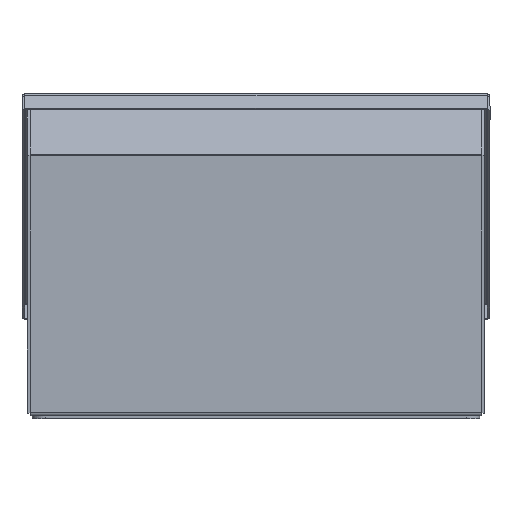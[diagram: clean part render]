
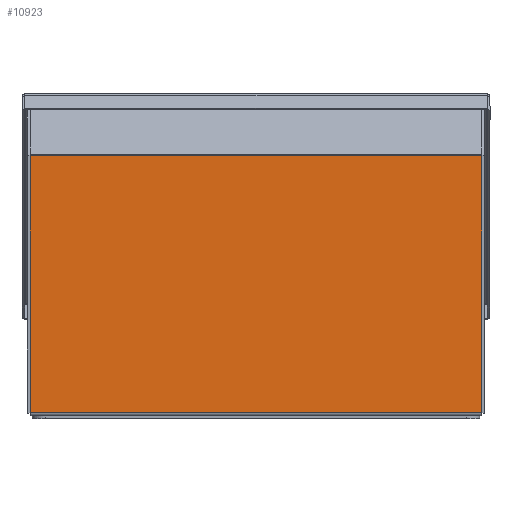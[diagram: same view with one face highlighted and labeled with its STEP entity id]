
A CAD part, left-side view. The second image highlights one B-rep face of the part: STEP entity #10923.
In plain terms, the highlighted planar face has unit normal (-1, 0, 0).
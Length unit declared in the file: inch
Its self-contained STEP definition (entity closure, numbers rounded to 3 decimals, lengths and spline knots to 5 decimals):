
#308=LINE('',#15571,#1490);
#314=LINE('',#15589,#1496);
#317=LINE('',#15596,#1499);
#319=LINE('',#15599,#1501);
#1490=VECTOR('',#12577,12.875);
#1496=VECTOR('',#12599,7.30655);
#1499=VECTOR('',#12606,7.30655);
#1501=VECTOR('',#12610,12.875);
#2613=PLANE('',#11542);
#3142=FACE_OUTER_BOUND('',#3723,.T.);
#3723=EDGE_LOOP('',(#7402,#7403,#7404,#7405));
#4698=VERTEX_POINT('',#15568);
#4699=VERTEX_POINT('',#15570);
#4703=VERTEX_POINT('',#15587);
#4705=VERTEX_POINT('',#15595);
#5740=EDGE_CURVE('',#4699,#4698,#308,.T.);
#5749=EDGE_CURVE('',#4703,#4698,#314,.T.);
#5752=EDGE_CURVE('',#4699,#4705,#317,.T.);
#5754=EDGE_CURVE('',#4703,#4705,#319,.T.);
#7402=ORIENTED_EDGE('',*,*,#5740,.T.);
#7403=ORIENTED_EDGE('',*,*,#5749,.F.);
#7404=ORIENTED_EDGE('',*,*,#5754,.T.);
#7405=ORIENTED_EDGE('',*,*,#5752,.F.);
#10923=ADVANCED_FACE('',(#3142),#2613,.F.);
#11542=AXIS2_PLACEMENT_3D('',#15613,#12626,#12627);
#12577=DIRECTION('',(0.,1.,0.));
#12599=DIRECTION('',(0.,0.,1.));
#12606=DIRECTION('',(0.,0.,-1.));
#12610=DIRECTION('',(0.,-1.,0.));
#12626=DIRECTION('center_axis',(1.,0.,0.));
#12627=DIRECTION('ref_axis',(0.,0.,-1.));
#15568=CARTESIAN_POINT('',(0.,12.875,7.4118));
#15570=CARTESIAN_POINT('',(0.,0.,
7.4118));
#15571=CARTESIAN_POINT('',(0.,3.21875,7.4118));
#15587=CARTESIAN_POINT('',(0.,12.875,0.10525));
#15589=CARTESIAN_POINT('',(0.,12.875,0.10525));
#15595=CARTESIAN_POINT('',(0.,0.,
0.10525));
#15596=CARTESIAN_POINT('',(0.,0.,
-0.09522));
#15599=CARTESIAN_POINT('',(0.,6.4375,0.10525));
#15613=CARTESIAN_POINT('Origin',(0.,6.4375,3.72251));
